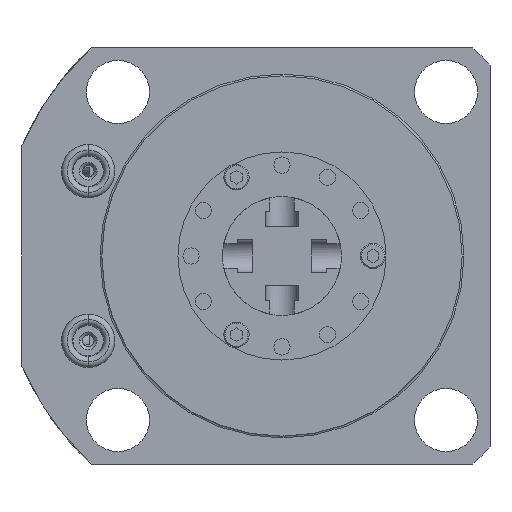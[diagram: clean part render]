
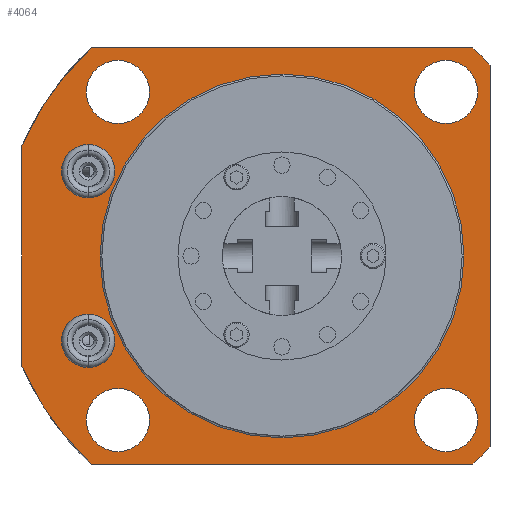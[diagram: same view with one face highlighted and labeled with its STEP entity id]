
A CAD part, front view. The second image highlights one B-rep face of the part: STEP entity #4064.
In plain terms, the highlighted planar face has unit normal (0, -1, 0).
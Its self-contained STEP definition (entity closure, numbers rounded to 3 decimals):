
#753=CARTESIAN_POINT('',(0.,104.775,0.));
#754=DIRECTION('',(0.,-1.,0.));
#755=DIRECTION('',(0.,0.,1.));
#756=AXIS2_PLACEMENT_3D('',#753,#754,#755);
#768=CARTESIAN_POINT('',(0.,104.775,0.));
#769=DIRECTION('',(0.,-1.,0.));
#770=DIRECTION('',(-0.921,0.,-0.39));
#771=AXIS2_PLACEMENT_3D('',#768,#769,#770);
#773=CARTESIAN_POINT('',(0.,104.775,0.));
#774=DIRECTION('',(0.,-1.,0.));
#775=DIRECTION('',(-0.676,0.,0.737));
#776=AXIS2_PLACEMENT_3D('',#773,#774,#775);
#778=CARTESIAN_POINT('',(0.,104.775,0.));
#779=DIRECTION('',(0.,-1.,0.));
#780=DIRECTION('',(0.737,0.,0.676));
#781=AXIS2_PLACEMENT_3D('',#778,#779,#780);
#783=CARTESIAN_POINT('',(0.,104.775,0.));
#784=DIRECTION('',(0.,-1.,0.));
#785=DIRECTION('',(0.676,0.,-0.737));
#786=AXIS2_PLACEMENT_3D('',#783,#784,#785);
#788=CARTESIAN_POINT('',(35.052,104.775,-35.052));
#789=DIRECTION('',(0.,-1.,0.));
#790=DIRECTION('',(1.,0.,0.));
#791=AXIS2_PLACEMENT_3D('',#788,#789,#790);
#793=CARTESIAN_POINT('',(35.052,104.775,-35.052));
#794=DIRECTION('',(0.,-1.,0.));
#795=DIRECTION('',(-1.,0.,0.));
#796=AXIS2_PLACEMENT_3D('',#793,#794,#795);
#798=CARTESIAN_POINT('',(35.052,104.775,35.052));
#799=DIRECTION('',(0.,-1.,0.));
#800=DIRECTION('',(1.,0.,0.));
#801=AXIS2_PLACEMENT_3D('',#798,#799,#800);
#803=CARTESIAN_POINT('',(35.052,104.775,35.052));
#804=DIRECTION('',(0.,-1.,0.));
#805=DIRECTION('',(-1.,0.,0.));
#806=AXIS2_PLACEMENT_3D('',#803,#804,#805);
#808=CARTESIAN_POINT('',(-35.052,104.775,-35.052));
#809=DIRECTION('',(0.,-1.,0.));
#810=DIRECTION('',(1.,0.,0.));
#811=AXIS2_PLACEMENT_3D('',#808,#809,#810);
#813=CARTESIAN_POINT('',(-35.052,104.775,-35.052));
#814=DIRECTION('',(0.,-1.,0.));
#815=DIRECTION('',(-1.,0.,0.));
#816=AXIS2_PLACEMENT_3D('',#813,#814,#815);
#818=CARTESIAN_POINT('',(-35.052,104.775,35.052));
#819=DIRECTION('',(0.,-1.,0.));
#820=DIRECTION('',(1.,0.,0.));
#821=AXIS2_PLACEMENT_3D('',#818,#819,#820);
#823=CARTESIAN_POINT('',(-35.052,104.775,35.052));
#824=DIRECTION('',(0.,-1.,0.));
#825=DIRECTION('',(-1.,0.,0.));
#826=AXIS2_PLACEMENT_3D('',#823,#824,#825);
#828=CARTESIAN_POINT('',(-41.402,104.775,-18.11));
#829=DIRECTION('',(0.,1.,0.));
#830=DIRECTION('',(-1.,0.,0.));
#831=AXIS2_PLACEMENT_3D('',#828,#829,#830);
#833=CARTESIAN_POINT('',(-41.402,104.775,-18.11));
#834=DIRECTION('',(0.,1.,0.));
#835=DIRECTION('',(1.,0.,0.));
#836=AXIS2_PLACEMENT_3D('',#833,#834,#835);
#838=CARTESIAN_POINT('',(-41.402,104.775,18.11));
#839=DIRECTION('',(0.,1.,0.));
#840=DIRECTION('',(-1.,0.,0.));
#841=AXIS2_PLACEMENT_3D('',#838,#839,#840);
#843=CARTESIAN_POINT('',(-41.402,104.775,18.11));
#844=DIRECTION('',(0.,1.,0.));
#845=DIRECTION('',(1.,0.,0.));
#846=AXIS2_PLACEMENT_3D('',#843,#844,#845);
#864=DIRECTION('',(-1.,0.,0.));
#865=VECTOR('',#864,81.567);
#866=CARTESIAN_POINT('',(40.784,104.775,-44.45));
#867=LINE('',#866,#865);
#964=DIRECTION('',(0.,0.,1.));
#965=VECTOR('',#964,47.045);
#966=CARTESIAN_POINT('',(-55.55,104.775,-23.522));
#967=LINE('',#966,#965);
#1387=DIRECTION('',(0.,0.,-1.));
#1388=VECTOR('',#1387,81.567);
#1389=CARTESIAN_POINT('',(44.45,104.775,40.784));
#1390=LINE('',#1389,#1388);
#1474=DIRECTION('',(1.,0.,0.));
#1475=VECTOR('',#1474,81.567);
#1476=CARTESIAN_POINT('',(-40.784,104.775,44.45));
#1477=LINE('',#1476,#1475);
#2121=CARTESIAN_POINT('',(0.,104.775,0.));
#2122=DIRECTION('',(0.,-1.,0.));
#2123=DIRECTION('',(0.,0.,-1.));
#2124=AXIS2_PLACEMENT_3D('',#2121,#2122,#2123);
#2642=CARTESIAN_POINT('',(40.784,104.775,-44.45));
#2643=CARTESIAN_POINT('',(-40.784,104.775,-44.45));
#2644=VERTEX_POINT('',#2642);
#2645=VERTEX_POINT('',#2643);
#2646=CARTESIAN_POINT('',(-55.55,104.775,-23.522));
#2647=CARTESIAN_POINT('',(-55.55,104.775,23.522));
#2648=VERTEX_POINT('',#2646);
#2649=VERTEX_POINT('',#2647);
#2650=CARTESIAN_POINT('',(-40.784,104.775,44.45));
#2651=CARTESIAN_POINT('',(40.784,104.775,44.45));
#2652=VERTEX_POINT('',#2650);
#2653=VERTEX_POINT('',#2651);
#2654=CARTESIAN_POINT('',(44.45,104.775,40.784));
#2655=CARTESIAN_POINT('',(44.45,104.775,-40.784));
#2656=VERTEX_POINT('',#2654);
#2657=VERTEX_POINT('',#2655);
#2658=CARTESIAN_POINT('',(41.796,104.775,-35.052));
#2659=CARTESIAN_POINT('',(28.309,104.775,-35.052));
#2660=VERTEX_POINT('',#2658);
#2661=VERTEX_POINT('',#2659);
#2666=CARTESIAN_POINT('',(-47.104,104.775,-18.11));
#2667=CARTESIAN_POINT('',(-35.7,104.775,-18.11));
#2668=VERTEX_POINT('',#2666);
#2669=VERTEX_POINT('',#2667);
#2688=CARTESIAN_POINT('',(0.,104.775,-38.874));
#2689=CARTESIAN_POINT('',(0.,104.775,38.874));
#2690=VERTEX_POINT('',#2688);
#2691=VERTEX_POINT('',#2689);
#2726=CARTESIAN_POINT('',(41.796,104.775,35.052));
#2727=CARTESIAN_POINT('',(28.309,104.775,35.052));
#2728=VERTEX_POINT('',#2726);
#2729=VERTEX_POINT('',#2727);
#2730=CARTESIAN_POINT('',(-28.309,104.775,-35.052));
#2731=CARTESIAN_POINT('',(-41.796,104.775,-35.052));
#2732=VERTEX_POINT('',#2730);
#2733=VERTEX_POINT('',#2731);
#2734=CARTESIAN_POINT('',(-28.309,104.775,35.052));
#2735=CARTESIAN_POINT('',(-41.796,104.775,35.052));
#2736=VERTEX_POINT('',#2734);
#2737=VERTEX_POINT('',#2735);
#2814=CARTESIAN_POINT('',(-47.104,104.775,18.11));
#2815=CARTESIAN_POINT('',(-35.7,104.775,18.11));
#2816=VERTEX_POINT('',#2814);
#2817=VERTEX_POINT('',#2815);
#4000=CARTESIAN_POINT('',(0.,104.775,0.));
#4001=DIRECTION('',(0.,-1.,0.));
#4002=DIRECTION('',(0.,0.,1.));
#4003=AXIS2_PLACEMENT_3D('',#4000,#4001,#4002);
#4004=PLANE('',#4003);
#4006=ORIENTED_EDGE('',*,*,#4005,.T.);
#4008=ORIENTED_EDGE('',*,*,#4007,.F.);
#4010=ORIENTED_EDGE('',*,*,#4009,.T.);
#4012=ORIENTED_EDGE('',*,*,#4011,.F.);
#4014=ORIENTED_EDGE('',*,*,#4013,.T.);
#4016=ORIENTED_EDGE('',*,*,#4015,.F.);
#4018=ORIENTED_EDGE('',*,*,#4017,.T.);
#4020=ORIENTED_EDGE('',*,*,#4019,.F.);
#4021=EDGE_LOOP('',(#4006,#4008,#4010,#4012,#4014,#4016,#4018,#4020));
#4022=FACE_OUTER_BOUND('',#4021,.F.);
#4024=ORIENTED_EDGE('',*,*,#4023,.T.);
#4025=ORIENTED_EDGE('',*,*,#3990,.T.);
#4026=EDGE_LOOP('',(#4024,#4025));
#4027=FACE_BOUND('',#4026,.F.);
#4029=ORIENTED_EDGE('',*,*,#4028,.T.);
#4031=ORIENTED_EDGE('',*,*,#4030,.T.);
#4032=EDGE_LOOP('',(#4029,#4031));
#4033=FACE_BOUND('',#4032,.F.);
#4035=ORIENTED_EDGE('',*,*,#4034,.T.);
#4037=ORIENTED_EDGE('',*,*,#4036,.T.);
#4038=EDGE_LOOP('',(#4035,#4037));
#4039=FACE_BOUND('',#4038,.F.);
#4041=ORIENTED_EDGE('',*,*,#4040,.T.);
#4043=ORIENTED_EDGE('',*,*,#4042,.T.);
#4044=EDGE_LOOP('',(#4041,#4043));
#4045=FACE_BOUND('',#4044,.F.);
#4047=ORIENTED_EDGE('',*,*,#4046,.T.);
#4049=ORIENTED_EDGE('',*,*,#4048,.T.);
#4050=EDGE_LOOP('',(#4047,#4049));
#4051=FACE_BOUND('',#4050,.F.);
#4053=ORIENTED_EDGE('',*,*,#4052,.F.);
#4055=ORIENTED_EDGE('',*,*,#4054,.F.);
#4056=EDGE_LOOP('',(#4053,#4055));
#4057=FACE_BOUND('',#4056,.F.);
#4059=ORIENTED_EDGE('',*,*,#4058,.F.);
#4061=ORIENTED_EDGE('',*,*,#4060,.F.);
#4062=EDGE_LOOP('',(#4059,#4061));
#4063=FACE_BOUND('',#4062,.F.);
#757=CIRCLE('',#756,38.874);
#772=CIRCLE('',#771,60.325);
#777=CIRCLE('',#776,60.325);
#782=CIRCLE('',#781,60.325);
#787=CIRCLE('',#786,60.325);
#792=CIRCLE('',#791,6.744);
#797=CIRCLE('',#796,6.744);
#802=CIRCLE('',#801,6.744);
#807=CIRCLE('',#806,6.744);
#812=CIRCLE('',#811,6.744);
#817=CIRCLE('',#816,6.744);
#822=CIRCLE('',#821,6.744);
#827=CIRCLE('',#826,6.744);
#832=CIRCLE('',#831,5.702);
#837=CIRCLE('',#836,5.702);
#842=CIRCLE('',#841,5.702);
#847=CIRCLE('',#846,5.702);
#2125=CIRCLE('',#2124,38.874);
#3990=EDGE_CURVE('',#2691,#2690,#757,.T.);
#4005=EDGE_CURVE('',#2644,#2645,#867,.T.);
#4007=EDGE_CURVE('',#2648,#2645,#772,.T.);
#4009=EDGE_CURVE('',#2648,#2649,#967,.T.);
#4011=EDGE_CURVE('',#2652,#2649,#777,.T.);
#4013=EDGE_CURVE('',#2652,#2653,#1477,.T.);
#4015=EDGE_CURVE('',#2656,#2653,#782,.T.);
#4017=EDGE_CURVE('',#2656,#2657,#1390,.T.);
#4019=EDGE_CURVE('',#2644,#2657,#787,.T.);
#4023=EDGE_CURVE('',#2690,#2691,#2125,.T.);
#4028=EDGE_CURVE('',#2660,#2661,#792,.T.);
#4030=EDGE_CURVE('',#2661,#2660,#797,.T.);
#4034=EDGE_CURVE('',#2728,#2729,#802,.T.);
#4036=EDGE_CURVE('',#2729,#2728,#807,.T.);
#4040=EDGE_CURVE('',#2732,#2733,#812,.T.);
#4042=EDGE_CURVE('',#2733,#2732,#817,.T.);
#4046=EDGE_CURVE('',#2736,#2737,#822,.T.);
#4048=EDGE_CURVE('',#2737,#2736,#827,.T.);
#4052=EDGE_CURVE('',#2668,#2669,#832,.T.);
#4054=EDGE_CURVE('',#2669,#2668,#837,.T.);
#4058=EDGE_CURVE('',#2816,#2817,#842,.T.);
#4060=EDGE_CURVE('',#2817,#2816,#847,.T.);
#4064=ADVANCED_FACE('',(#4022,#4027,#4033,#4039,#4045,#4051,#4057,#4063),#4004,
.T.);
